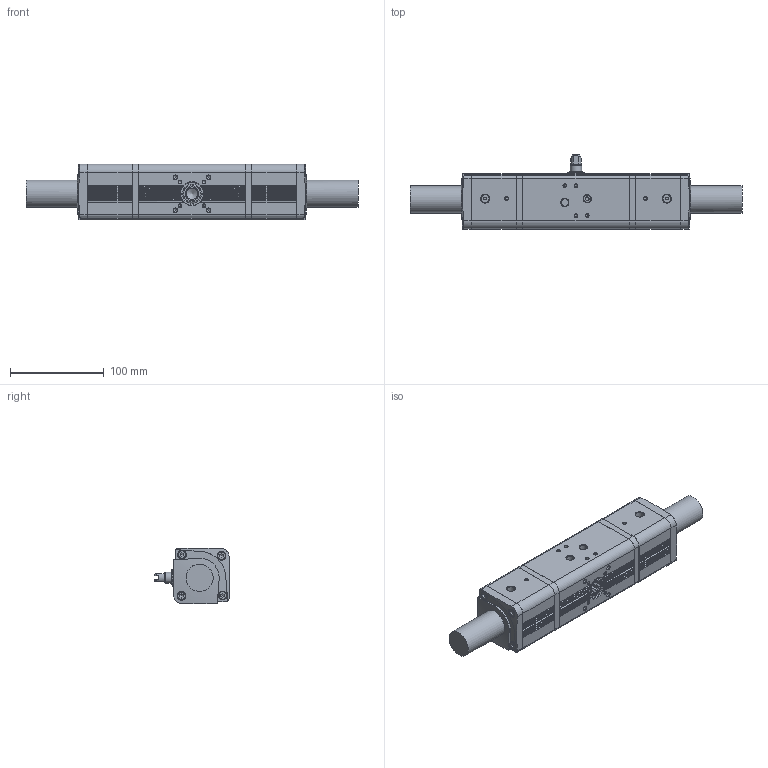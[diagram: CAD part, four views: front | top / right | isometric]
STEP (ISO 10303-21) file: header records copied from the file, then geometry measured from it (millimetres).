
FILE_DESCRIPTION(/* description */ ('Unknown'),/* implementation_level */ '2;1');
FILE_NAME(/* name */ 'DD01',/* time_stamp */ '2022-08-11T13:18:22+02:00',/* author */ ('Unknown'),/* organization */ ('Unknown'),/* preprocessor_version */ 'ST-DEVELOPER v16.7',/* originating_system */ 'Solid Edge',/* authorisation */ 'Unknown');
FILE_SCHEMA (('AUTOMOTIVE_DESIGN {1 0 10303 214 3 1 1}'));
Length unit declared in the file: millimetre
Products named in the file (2): DDN030401S; _DDN030401S
Assembly tree (1 placements, depth 2):
  DDN030401S
    _DDN030401S
Bounding box: 355 x 79.2 x 59.2 mm (x, y, z)
Volume: 892880.5 mm3; surface area: 95996.4 mm2
Topology: 1 solids, 1 shells, 651 faces, 1699 edges, 1089 vertices
Faces by surface type: plane 304, cylinder 239, cone 72, torus 35, bspline 1
Full cylindrical faces by diameter (mm): 1.7 x2, 3 x2, 3.242 x14, 4 x1, 4.134 x5, 7.647 x2, 8.5 x8, 8.566 x2, 11.3 x1, 12 x2, 15.2 x1, 18 x1, 19 x1, 29 x2, 52 x4, 53.8 x2
Entity records: 23879 total; most frequent: CARTESIAN_POINT 3866, DIRECTION 3272, ORIENTED_EDGE 3036, EDGE_CURVE 1518, AXIS2_PLACEMENT_3D 1250, VERTEX_POINT 1058, FACE_BOUND 844, EDGE_LOOP 818
